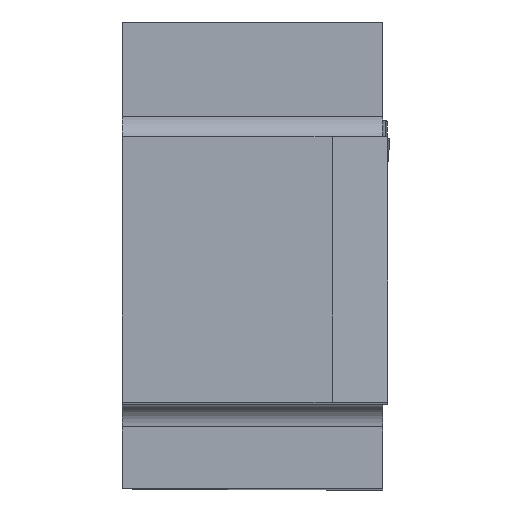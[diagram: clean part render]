
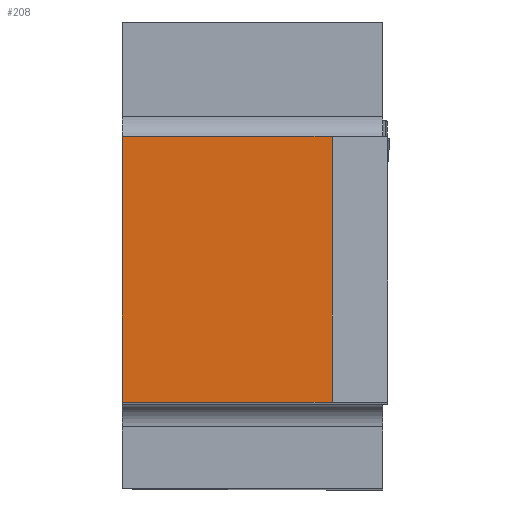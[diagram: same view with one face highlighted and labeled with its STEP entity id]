
A CAD part, top view. The second image highlights one B-rep face of the part: STEP entity #208.
In plain terms, the highlighted planar face has unit normal (0, 0, 1).
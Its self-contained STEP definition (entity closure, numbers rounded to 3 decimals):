
#208=ADVANCED_FACE('CU_BACK_SU1',(#338),#292,.F.);
#292=PLANE('',#1870);
#338=FACE_OUTER_BOUND('',#425,.T.);
#425=EDGE_LOOP('',(#930,#931,#932,#933));
#501=LINE('',#2482,#649);
#521=LINE('',#2534,#669);
#529=LINE('',#2553,#677);
#563=LINE('',#2706,#711);
#649=VECTOR('',#1998,1.);
#669=VECTOR('',#2042,1.);
#677=VECTOR('',#2056,1.);
#711=VECTOR('',#2148,1.);
#930=ORIENTED_EDGE('',*,*,#1480,.T.);
#931=ORIENTED_EDGE('',*,*,#1550,.T.);
#932=ORIENTED_EDGE('',*,*,#1490,.T.);
#933=ORIENTED_EDGE('',*,*,#1454,.F.);
#1294=VERTEX_POINT('',#2481);
#1295=VERTEX_POINT('',#2483);
#1313=VERTEX_POINT('',#2532);
#1319=VERTEX_POINT('',#2545);
#1454=EDGE_CURVE('',#1294,#1295,#501,.T.);
#1480=EDGE_CURVE('',#1294,#1313,#521,.T.);
#1490=EDGE_CURVE('',#1319,#1295,#529,.T.);
#1550=EDGE_CURVE('',#1313,#1319,#563,.T.);
#1870=AXIS2_PLACEMENT_3D('',#2707,#2149,#2150);
#1998=DIRECTION('',(0.,1.,0.));
#2042=DIRECTION('',(1.,0.,0.));
#2056=DIRECTION('',(-1.,0.,0.));
#2148=DIRECTION('',(0.,1.,0.));
#2149=DIRECTION('',(0.,0.,-1.));
#2150=DIRECTION('',(-1.,0.,0.));
#2481=CARTESIAN_POINT('',(0.,0.,0.));
#2482=CARTESIAN_POINT('',(0.,29.45,0.));
#2483=CARTESIAN_POINT('',(0.,9.45,0.));
#2532=CARTESIAN_POINT('',(7.467,0.,0.));
#2534=CARTESIAN_POINT('',(32.005,0.,0.));
#2545=CARTESIAN_POINT('',(7.467,9.45,0.));
#2553=CARTESIAN_POINT('',(32.005,9.45,0.));
#2706=CARTESIAN_POINT('',(7.467,0.,0.));
#2707=CARTESIAN_POINT('',(32.005,29.45,0.));
